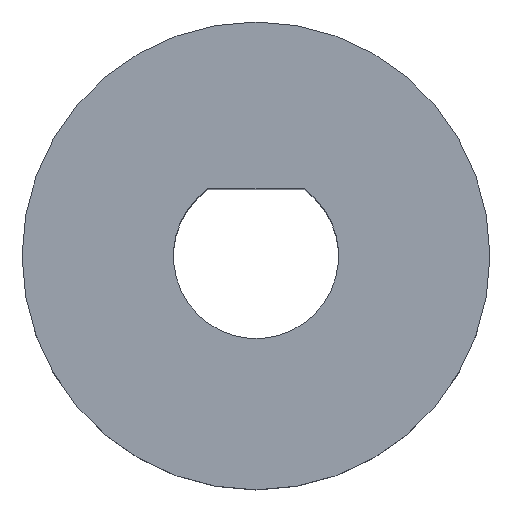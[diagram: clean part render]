
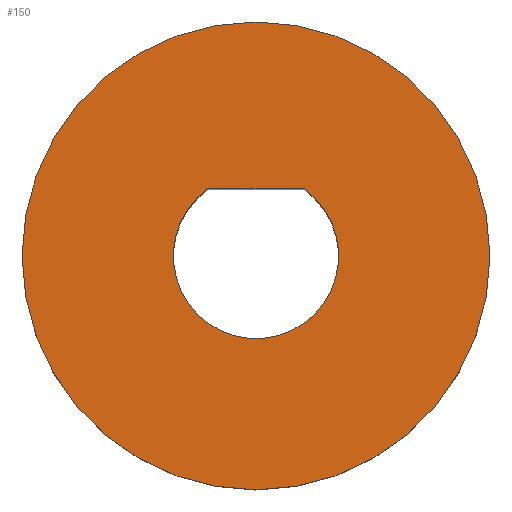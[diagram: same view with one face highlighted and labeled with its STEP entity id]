
A CAD part, top view. The second image highlights one B-rep face of the part: STEP entity #150.
In plain terms, the highlighted planar face has unit normal (0, 0, 1).
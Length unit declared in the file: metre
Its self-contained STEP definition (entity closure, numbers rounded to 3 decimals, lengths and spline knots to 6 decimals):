
#16=CIRCLE('',#170,0.00265);
#21=CIRCLE('',#179,0.0075);
#51=ORIENTED_EDGE('',*,*,#77,.T.);
#52=ORIENTED_EDGE('',*,*,#68,.F.);
#53=ORIENTED_EDGE('',*,*,#71,.F.);
#68=EDGE_CURVE('',#86,#87,#98,.T.);
#71=EDGE_CURVE('',#87,#86,#16,.T.);
#77=EDGE_CURVE('',#91,#91,#21,.T.);
#86=VERTEX_POINT('',#243);
#87=VERTEX_POINT('',#245);
#91=VERTEX_POINT('',#263);
#98=LINE('',#244,#107);
#107=VECTOR('',#195,1.);
#120=EDGE_LOOP('',(#51));
#121=EDGE_LOOP('',(#52,#53));
#134=FACE_BOUND('',#120,.T.);
#135=FACE_BOUND('',#121,.T.);
#142=PLANE('',#180);
#150=ADVANCED_FACE('',(#134,#135),#142,.T.);
#170=AXIS2_PLACEMENT_3D('',#249,#201,#202);
#179=AXIS2_PLACEMENT_3D('',#262,#220,#221);
#180=AXIS2_PLACEMENT_3D('',#264,#222,#223);
#195=DIRECTION('',(-1.,0.,0.));
#201=DIRECTION('',(0.,0.,1.));
#202=DIRECTION('',(1.,0.,0.));
#220=DIRECTION('',(0.,0.,1.));
#221=DIRECTION('',(1.,0.,0.));
#222=DIRECTION('',(0.,0.,1.));
#223=DIRECTION('',(1.,0.,0.));
#243=CARTESIAN_POINT('',(0.001549,0.00215,0.0193));
#244=CARTESIAN_POINT('',(-0.000775,0.00215,0.0193));
#245=CARTESIAN_POINT('',(-0.001549,0.00215,0.0193));
#249=CARTESIAN_POINT('',(0.,0.,0.0193));
#262=CARTESIAN_POINT('',(0.,0.,0.0193));
#263=CARTESIAN_POINT('',(0.0075,0.,0.0193));
#264=CARTESIAN_POINT('',(0.,0.,0.0193));
